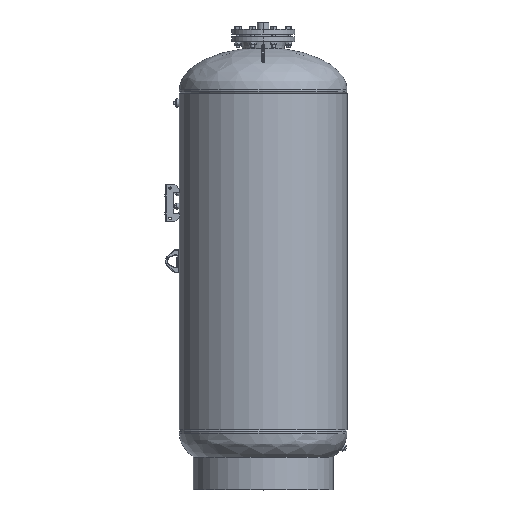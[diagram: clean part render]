
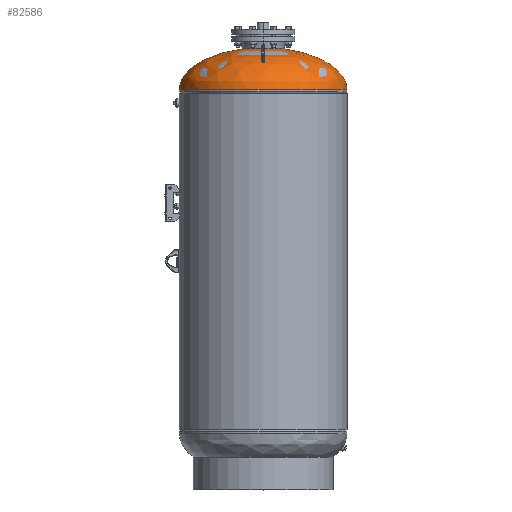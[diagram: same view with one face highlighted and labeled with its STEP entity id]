
A CAD part, top view. The second image highlights one B-rep face of the part: STEP entity #82586.
In plain terms, the highlighted free-form (B-spline) face has degree [3, 3] with [4, 4] control points.
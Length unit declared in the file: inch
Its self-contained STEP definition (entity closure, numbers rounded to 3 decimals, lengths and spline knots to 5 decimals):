
#396 = VERTEX_POINT ( 'NONE', #109076 ) ;
#4175 = CARTESIAN_POINT ( 'NONE',  ( 4.49049, 9.62266, 0. ) ) ;
#4832 = CARTESIAN_POINT ( 'NONE',  ( 18., 0.822, 36. ) ) ;
#5982 = CARTESIAN_POINT ( 'NONE',  ( -4.49049, 9.62266, 8.98099 ) ) ;
#8628 = EDGE_CURVE ( 'NONE', #396, #58453, #37424, .T. ) ;
#9152 = AXIS2_PLACEMENT_3D ( 'NONE', #96804, #51687, #78296 ) ;
#10636 = DIRECTION ( 'NONE',  ( 0., 0., -1. ) ) ;
#10696 = VERTEX_POINT ( 'NONE', #48119 ) ;
#12254 = ORIENTED_EDGE ( 'NONE', *, *, #80932, .F. ) ;
#13487 = CARTESIAN_POINT ( 'NONE',  ( -12.76539, 8.54636, 0. ) ) ;
#14651 = CARTESIAN_POINT ( 'NONE',  ( -18., 0.822, 0. ) ) ;
#15506 = EDGE_LOOP ( 'NONE', ( #12254, #46804, #97263, #88662, #111493, #74063 ) ) ;
#21288 = EDGE_CURVE ( 'NONE', #66703, #74103, #38716, .T. ) ;
#21608 = DIRECTION ( 'NONE',  ( 0., -1., 0. ) ) ;
#22332 = CIRCLE ( 'NONE', #85161, 18. ) ;
#23915 = CARTESIAN_POINT ( 'NONE',  ( -18., 5.13631, 36. ) ) ;
#33677 = CARTESIAN_POINT ( 'NONE',  ( -18., 0.822, 0. ) ) ;
#35068 = AXIS2_PLACEMENT_3D ( 'NONE', #79948, #100169, #107763 ) ;
#37424 =( BOUNDED_CURVE ( )  B_SPLINE_CURVE ( 3, ( #114244, #85260, #78849, #33677 ),
 .UNSPECIFIED., .F., .F. ) 
 B_SPLINE_CURVE_WITH_KNOTS ( ( 4, 4 ),
 ( 4.96452, 6.28319 ),
 .UNSPECIFIED. ) 
 CURVE ( )  GEOMETRIC_REPRESENTATION_ITEM ( )  RATIONAL_B_SPLINE_CURVE ( ( 1., 0.86, 0.86, 1. ) ) 
 REPRESENTATION_ITEM ( '' )  );
#38716 = CIRCLE ( 'NONE', #9152, 4.49049 ) ;
#39447 = CARTESIAN_POINT ( 'NONE',  ( 18., 0.822, 0. ) ) ;
#40712 = CARTESIAN_POINT ( 'NONE',  ( 4.49049, 9.62266, 0. ) ) ;
#46804 = ORIENTED_EDGE ( 'NONE', *, *, #8628, .T. ) ;
#48119 = CARTESIAN_POINT ( 'NONE',  ( 18., 0.822, 0. ) ) ;
#48811 = CARTESIAN_POINT ( 'NONE',  ( -18., 5.13631, 0. ) ) ;
#50471 = EDGE_CURVE ( 'NONE', #10696, #98768, #105193, .T. ) ;
#51687 = DIRECTION ( 'NONE',  ( 0., 1., 0. ) ) ;
#53079 = CARTESIAN_POINT ( 'NONE',  ( 0., 9.62266, 4.49049 ) ) ;
#55397 = CIRCLE ( 'NONE', #35068, 4.49049 ) ;
#55703 = CARTESIAN_POINT ( 'NONE',  ( 18., 5.13631, 0. ) ) ;
#56341 = CARTESIAN_POINT ( 'NONE',  ( 0., 0.822, 0. ) ) ;
#57335 = CARTESIAN_POINT ( 'NONE',  ( 0., 0.822, 18. ) ) ;
#57507 = CARTESIAN_POINT ( 'NONE',  ( -4.49049, 9.62266, 0. ) ) ;
#58453 = VERTEX_POINT ( 'NONE', #60905 ) ;
#58652 = CARTESIAN_POINT ( 'NONE',  ( 18., 5.13631, 0. ) ) ;
#60133 = CARTESIAN_POINT ( 'NONE',  ( 4.49049, 9.62266, 0. ) ) ;
#60905 = CARTESIAN_POINT ( 'NONE',  ( -18., 0.822, 0. ) ) ;
#61026 = CARTESIAN_POINT ( 'NONE',  ( 0., 0.822, 0. ) ) ;
#63512 = EDGE_CURVE ( 'NONE', #74103, #10696, #113935, .T. ) ;
#65518 = CARTESIAN_POINT ( 'NONE',  ( 12.76539, 8.54636, 0. ) ) ;
#66703 = VERTEX_POINT ( 'NONE', #53079 ) ;
#67917 = FACE_OUTER_BOUND ( 'NONE', #15506, .T. ) ;
#67987 = DIRECTION ( 'NONE',  ( 0., -1., 0. ) ) ;
#74063 = ORIENTED_EDGE ( 'NONE', *, *, #21288, .F. ) ;
#74103 = VERTEX_POINT ( 'NONE', #60133 ) ;
#75456 = CARTESIAN_POINT ( 'NONE',  ( -18., 0.822, 36. ) ) ;
#76038 = CARTESIAN_POINT ( 'NONE',  ( 4.49049, 9.62266, 8.98099 ) ) ;
#78296 = DIRECTION ( 'NONE',  ( 0., 0., -1. ) ) ;
#78849 = CARTESIAN_POINT ( 'NONE',  ( -18., 5.13631, 0. ) ) ;
#78944 = DIRECTION ( 'NONE',  ( 0., 0., -1. ) ) ;
#79948 = CARTESIAN_POINT ( 'NONE',  ( 0., 9.62266, 0. ) ) ;
#80932 = EDGE_CURVE ( 'NONE', #396, #66703, #55397, .T. ) ;
#82212 = EDGE_CURVE ( 'NONE', #98768, #58453, #22332, .T. ) ;
#82586 = ADVANCED_FACE ( 'NONE', ( #67917 ), #101359, .F. ) ;
#84118 = CARTESIAN_POINT ( 'NONE',  ( 18., 0.822, 0. ) ) ;
#85161 = AXIS2_PLACEMENT_3D ( 'NONE', #56341, #21608, #10636 ) ;
#85260 = CARTESIAN_POINT ( 'NONE',  ( -12.76539, 8.54636, 0. ) ) ;
#88662 = ORIENTED_EDGE ( 'NONE', *, *, #50471, .F. ) ;
#92812 = CARTESIAN_POINT ( 'NONE',  ( 12.76539, 8.54636, 25.53078 ) ) ;
#93959 = CARTESIAN_POINT ( 'NONE',  ( 18., 5.13631, 36. ) ) ;
#93993 = AXIS2_PLACEMENT_3D ( 'NONE', #61026, #67987, #78944 ) ;
#95093 = CARTESIAN_POINT ( 'NONE',  ( 12.76539, 8.54636, 0. ) ) ;
#96804 = CARTESIAN_POINT ( 'NONE',  ( 0., 9.62266, 0. ) ) ;
#97263 = ORIENTED_EDGE ( 'NONE', *, *, #82212, .F. ) ;
#98768 = VERTEX_POINT ( 'NONE', #57335 ) ;
#100169 = DIRECTION ( 'NONE',  ( 0., 1., 0. ) ) ;
#101359 =( BOUNDED_SURFACE ( )  B_SPLINE_SURFACE ( 3, 3, ( 
 ( #40712, #76038, #5982, #57507 ),
 ( #95093, #92812, #103234, #13487 ),
 ( #58652, #93959, #23915, #48811 ),
 ( #84118, #4832, #75456, #14651 ) ),
 .UNSPECIFIED., .F., .F., .T. ) 
 B_SPLINE_SURFACE_WITH_KNOTS ( ( 4, 4 ),
 ( 4, 4 ),
 ( 0., 1. ),
 ( 0., 1. ),
 .UNSPECIFIED. ) 
 GEOMETRIC_REPRESENTATION_ITEM ( )  RATIONAL_B_SPLINE_SURFACE ( (
 ( 1., 0.333, 0.333, 1.),
 ( 0.86, 0.287, 0.287, 0.86),
 ( 0.86, 0.287, 0.287, 0.86),
 ( 1., 0.333, 0.333, 1.) ) ) 
 REPRESENTATION_ITEM ( '' )  SURFACE ( )  );
#103234 = CARTESIAN_POINT ( 'NONE',  ( -12.76539, 8.54636, 25.53078 ) ) ;
#105193 = CIRCLE ( 'NONE', #93993, 18. ) ;
#107763 = DIRECTION ( 'NONE',  ( 0., 0., -1. ) ) ;
#109076 = CARTESIAN_POINT ( 'NONE',  ( -4.49049, 9.62266, 0. ) ) ;
#111493 = ORIENTED_EDGE ( 'NONE', *, *, #63512, .F. ) ;
#113935 =( BOUNDED_CURVE ( )  B_SPLINE_CURVE ( 3, ( #4175, #65518, #55703, #39447 ),
 .UNSPECIFIED., .F., .T. ) 
 B_SPLINE_CURVE_WITH_KNOTS ( ( 4, 4 ),
 ( 4.96452, 6.28319 ),
 .UNSPECIFIED. ) 
 CURVE ( )  GEOMETRIC_REPRESENTATION_ITEM ( )  RATIONAL_B_SPLINE_CURVE ( ( 1., 0.86, 0.86, 1. ) ) 
 REPRESENTATION_ITEM ( '' )  );
#114244 = CARTESIAN_POINT ( 'NONE',  ( -4.49049, 9.62266, 0. ) ) ;
